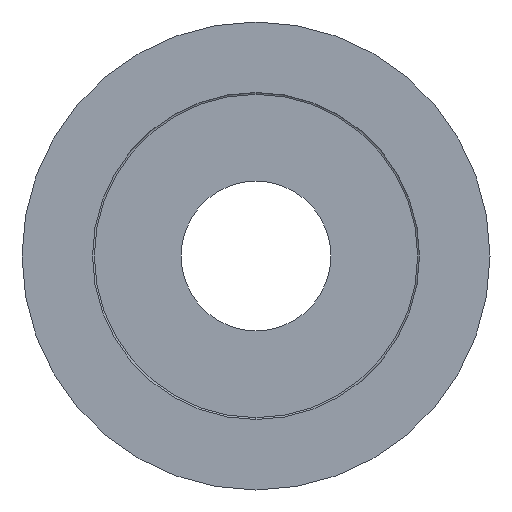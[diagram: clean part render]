
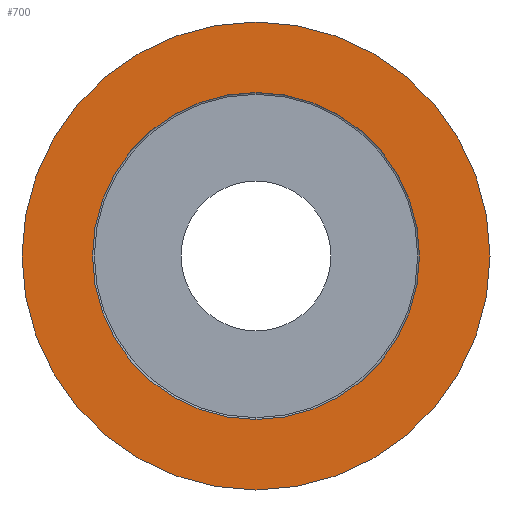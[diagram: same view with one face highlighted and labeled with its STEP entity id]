
A CAD part, left-side view. The second image highlights one B-rep face of the part: STEP entity #700.
In plain terms, the highlighted planar face has unit normal (-1, 0, 0).
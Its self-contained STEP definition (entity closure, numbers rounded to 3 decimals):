
#25 = DIRECTION ( 'NONE',  ( 0., 0., 1. ) ) ;
#55 = DIRECTION ( 'NONE',  ( 0., 0., 1. ) ) ;
#59 = DIRECTION ( 'NONE',  ( -1., 0., 0. ) ) ;
#66 = CARTESIAN_POINT ( 'NONE',  ( 0., 0., 0. ) ) ;
#82 = CIRCLE ( 'NONE', #121, 26.2 ) ;
#94 = FACE_OUTER_BOUND ( 'NONE', #398, .T. ) ;
#98 = CIRCLE ( 'NONE', #314, 37.5 ) ;
#107 = DIRECTION ( 'NONE',  ( -1., 0., 0. ) ) ;
#115 = CARTESIAN_POINT ( 'NONE',  ( 0., 0., 0. ) ) ;
#121 = AXIS2_PLACEMENT_3D ( 'NONE', #566, #547, #534 ) ;
#159 = FACE_BOUND ( 'NONE', #912, .T. ) ;
#229 = CIRCLE ( 'NONE', #880, 37.5 ) ;
#276 = CIRCLE ( 'NONE', #837, 26.2 ) ;
#314 = AXIS2_PLACEMENT_3D ( 'NONE', #799, #740, #810 ) ;
#339 = VERTEX_POINT ( 'NONE', #482 ) ;
#398 = EDGE_LOOP ( 'NONE', ( #860, #865 ) ) ;
#422 = CARTESIAN_POINT ( 'NONE',  ( 0., 0., -26.2 ) ) ;
#446 = EDGE_CURVE ( 'NONE', #465, #887, #98, .T. ) ;
#461 = CARTESIAN_POINT ( 'NONE',  ( 0., 0., 37.5 ) ) ;
#465 = VERTEX_POINT ( 'NONE', #716 ) ;
#482 = CARTESIAN_POINT ( 'NONE',  ( 0., 0., 26.2 ) ) ;
#485 = EDGE_CURVE ( 'NONE', #339, #889, #82, .T. ) ;
#515 = DIRECTION ( 'NONE',  ( 1., 0., 0. ) ) ;
#533 = AXIS2_PLACEMENT_3D ( 'NONE', #422, #515, #624 ) ;
#534 = DIRECTION ( 'NONE',  ( 0., 0., 1. ) ) ;
#547 = DIRECTION ( 'NONE',  ( -1., 0., 0. ) ) ;
#566 = CARTESIAN_POINT ( 'NONE',  ( 0., 0., 0. ) ) ;
#615 = EDGE_CURVE ( 'NONE', #889, #339, #276, .T. ) ;
#624 = DIRECTION ( 'NONE',  ( 0., 0., -1. ) ) ;
#638 = EDGE_CURVE ( 'NONE', #887, #465, #229, .T. ) ;
#653 = CARTESIAN_POINT ( 'NONE',  ( 0., 0., -26.2 ) ) ;
#700 = ADVANCED_FACE ( 'NONE', ( #159, #94 ), #757, .F. ) ;
#716 = CARTESIAN_POINT ( 'NONE',  ( 0., 0., -37.5 ) ) ;
#740 = DIRECTION ( 'NONE',  ( -1., 0., 0. ) ) ;
#757 = PLANE ( 'NONE',  #533 ) ;
#799 = CARTESIAN_POINT ( 'NONE',  ( 0., 0., 0. ) ) ;
#810 = DIRECTION ( 'NONE',  ( 0., 0., 1. ) ) ;
#820 = ORIENTED_EDGE ( 'NONE', *, *, #485, .F. ) ;
#827 = ORIENTED_EDGE ( 'NONE', *, *, #615, .F. ) ;
#837 = AXIS2_PLACEMENT_3D ( 'NONE', #115, #107, #25 ) ;
#860 = ORIENTED_EDGE ( 'NONE', *, *, #638, .T. ) ;
#865 = ORIENTED_EDGE ( 'NONE', *, *, #446, .T. ) ;
#880 = AXIS2_PLACEMENT_3D ( 'NONE', #66, #59, #55 ) ;
#887 = VERTEX_POINT ( 'NONE', #461 ) ;
#889 = VERTEX_POINT ( 'NONE', #653 ) ;
#912 = EDGE_LOOP ( 'NONE', ( #820, #827 ) ) ;
